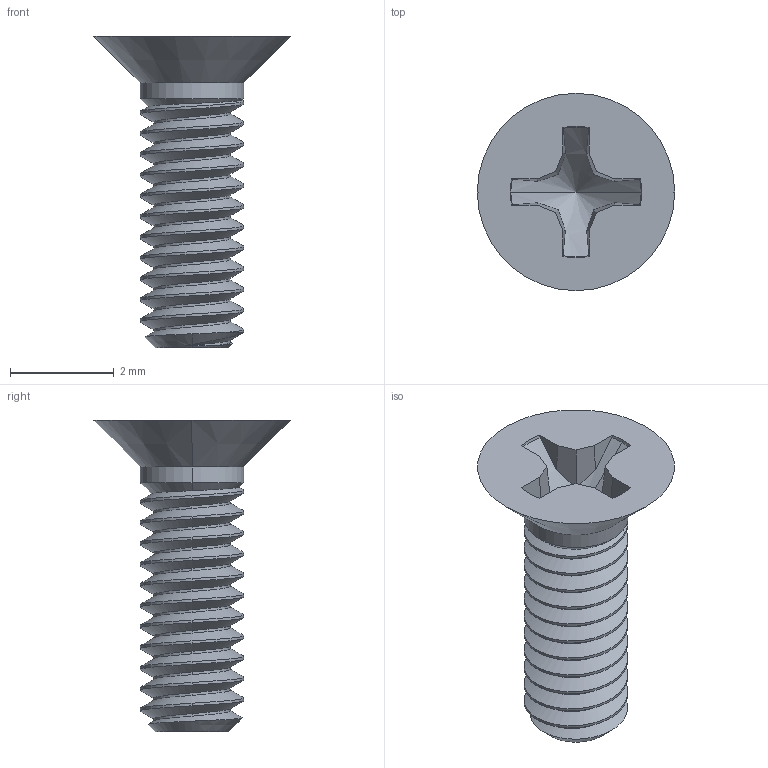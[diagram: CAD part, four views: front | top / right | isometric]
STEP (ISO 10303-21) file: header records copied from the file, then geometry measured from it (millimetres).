
FILE_DESCRIPTION (( 'STEP AP203' ), '1' );
FILE_NAME ('91420A003_Steel Phillips Flat Head Screws.STEP', '2021-07-09T16:10:01', ( 'Administrator' ), ( 'Managed by Terraform' ), 'SwSTEP 2.0', 'SolidWorks 2017', '' );
FILE_SCHEMA (( 'CONFIG_CONTROL_DESIGN' ));
Length unit declared in the file: millimetre
Products named in the file (1): 91420A003_Steel Phillips Flat Head Screws
Bounding box: 3.8 x 3.8 x 6 mm (x, y, z)
Volume: 17.1 mm3; surface area: 75.8 mm2
Topology: 1 solids, 1 shells, 85 faces, 242 edges, 158 vertices
Faces by surface type: cylinder 49, plane 18, cone 16, bspline 2
Entity records: 4102 total; most frequent: CARTESIAN_POINT 2156, ORIENTED_EDGE 480, DIRECTION 305, EDGE_CURVE 240, VERTEX_POINT 158, AXIS2_PLACEMENT_3D 109, LINE 87, VECTOR 87
